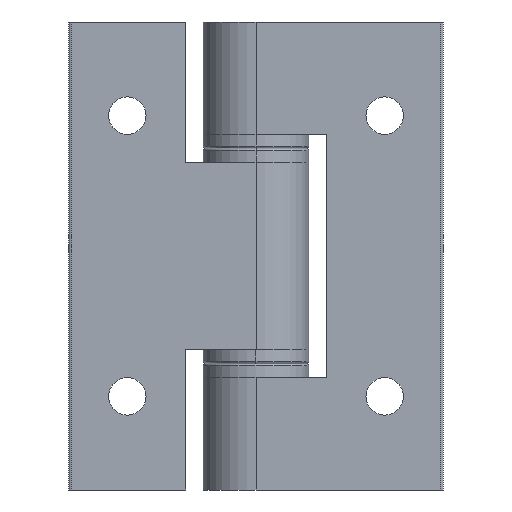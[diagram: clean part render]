
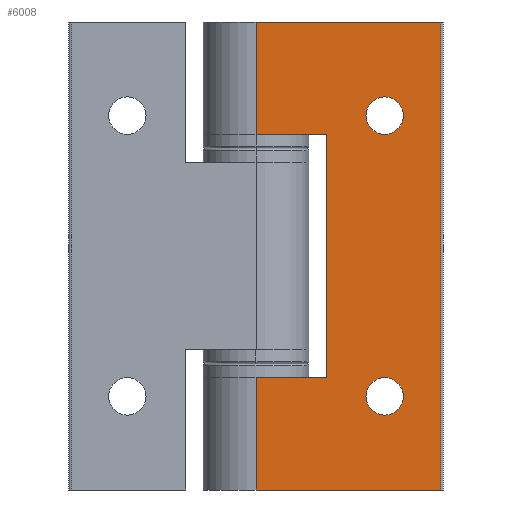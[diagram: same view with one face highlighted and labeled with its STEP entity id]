
A CAD part, front view. The second image highlights one B-rep face of the part: STEP entity #6008.
In plain terms, the highlighted planar face has unit normal (0, -1, 0).
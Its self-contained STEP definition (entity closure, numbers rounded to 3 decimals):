
#539 = LINE ( 'NONE', #6338, #800 ) ;
#800 = VECTOR ( 'NONE', #6377, 1000. ) ;
#1050 = EDGE_LOOP ( 'NONE', ( #3656, #3658 ) ) ;
#1089 = EDGE_LOOP ( 'NONE', ( #3655, #3659 ) ) ;
#1104 = EDGE_LOOP ( 'NONE', ( #3657, #3661, #3660, #3663, #3662, #3665, #3666, #3664 ) ) ;
#1215 = EDGE_CURVE ( 'NONE', #3747, #3771, #539, .T. ) ;
#1909 = AXIS2_PLACEMENT_3D ( 'NONE', #2149, #2148, #2147 ) ;
#2147 = DIRECTION ( 'NONE',  ( 0., 0., 1. ) ) ;
#2148 = DIRECTION ( 'NONE',  ( 0., 1., 0. ) ) ;
#2149 = CARTESIAN_POINT ( 'NONE',  ( 0., -4.5, 20. ) ) ;
#2150 = PLANE ( 'NONE',  #1909 ) ;
#2193 = CARTESIAN_POINT ( 'NONE',  ( 0., -4.5, 20. ) ) ;
#2312 = DIRECTION ( 'NONE',  ( 1., 0., 0. ) ) ;
#2424 = CARTESIAN_POINT ( 'NONE',  ( 0., -4.5, 20. ) ) ;
#2457 = CARTESIAN_POINT ( 'NONE',  ( 11., -4.5, -12. ) ) ;
#2508 = DIRECTION ( 'NONE',  ( 0., 0., 1. ) ) ;
#2623 = CARTESIAN_POINT ( 'NONE',  ( 11., -4.5, 12. ) ) ;
#2687 = DIRECTION ( 'NONE',  ( 0., 1., 0. ) ) ;
#2701 = DIRECTION ( 'NONE',  ( 0., 1., 0. ) ) ;
#2729 = DIRECTION ( 'NONE',  ( 0., 0., 1. ) ) ;
#2733 = DIRECTION ( 'NONE',  ( 0., 0., -1. ) ) ;
#2841 = DIRECTION ( 'NONE',  ( 1., 0., 0. ) ) ;
#2843 = CARTESIAN_POINT ( 'NONE',  ( 0., -4.5, -20. ) ) ;
#2854 = DIRECTION ( 'NONE',  ( 0., 0., 1. ) ) ;
#2856 = DIRECTION ( 'NONE',  ( 0., 1., 0. ) ) ;
#2857 = CARTESIAN_POINT ( 'NONE',  ( 11., -4.5, 12. ) ) ;
#2858 = DIRECTION ( 'NONE',  ( 0., 0., 1. ) ) ;
#2860 = DIRECTION ( 'NONE',  ( 0., 1., 0. ) ) ;
#2861 = CARTESIAN_POINT ( 'NONE',  ( 11., -4.5, -12. ) ) ;
#2862 = DIRECTION ( 'NONE',  ( -1., 0., 0. ) ) ;
#2863 = CARTESIAN_POINT ( 'NONE',  ( 0., -4.5, -10.4 ) ) ;
#2865 = DIRECTION ( 'NONE',  ( 0., 0., -1. ) ) ;
#2866 = CARTESIAN_POINT ( 'NONE',  ( 6., -4.5, 20. ) ) ;
#2867 = DIRECTION ( 'NONE',  ( 0., 0., -1. ) ) ;
#2868 = CARTESIAN_POINT ( 'NONE',  ( 15.8, -4.5, 20. ) ) ;
#2871 = DIRECTION ( 'NONE',  ( 1., 0., 0. ) ) ;
#2872 = CARTESIAN_POINT ( 'NONE',  ( 0., -4.5, 10.4 ) ) ;
#3023 = CARTESIAN_POINT ( 'NONE',  ( 15.8, -4.5, -20. ) ) ;
#3027 = CARTESIAN_POINT ( 'NONE',  ( 9.4, -4.5, -12. ) ) ;
#3044 = CARTESIAN_POINT ( 'NONE',  ( 0., -4.5, 10.4 ) ) ;
#3057 = CARTESIAN_POINT ( 'NONE',  ( 0., -4.5, 20. ) ) ;
#3144 = CARTESIAN_POINT ( 'NONE',  ( 9.4, -4.5, 12. ) ) ;
#3151 = CARTESIAN_POINT ( 'NONE',  ( 15.8, -4.5, 20. ) ) ;
#3157 = CARTESIAN_POINT ( 'NONE',  ( 12.6, -4.5, -12. ) ) ;
#3158 = CARTESIAN_POINT ( 'NONE',  ( 0., -4.5, -20. ) ) ;
#3174 = CARTESIAN_POINT ( 'NONE',  ( 12.6, -4.5, 12. ) ) ;
#3177 = CARTESIAN_POINT ( 'NONE',  ( 6., -4.5, -10.4 ) ) ;
#3185 = CARTESIAN_POINT ( 'NONE',  ( 6., -4.5, 10.4 ) ) ;
#3191 = CARTESIAN_POINT ( 'NONE',  ( 0., -4.5, -10.4 ) ) ;
#3655 = ORIENTED_EDGE ( 'NONE', *, *, #5258, .T. ) ;
#3656 = ORIENTED_EDGE ( 'NONE', *, *, #5259, .T. ) ;
#3657 = ORIENTED_EDGE ( 'NONE', *, *, #5256, .T. ) ;
#3658 = ORIENTED_EDGE ( 'NONE', *, *, #5332, .T. ) ;
#3659 = ORIENTED_EDGE ( 'NONE', *, *, #5335, .T. ) ;
#3660 = ORIENTED_EDGE ( 'NONE', *, *, #1215, .T. ) ;
#3661 = ORIENTED_EDGE ( 'NONE', *, *, #5257, .T. ) ;
#3662 = ORIENTED_EDGE ( 'NONE', *, *, #5255, .F. ) ;
#3663 = ORIENTED_EDGE ( 'NONE', *, *, #5263, .T. ) ;
#3664 = ORIENTED_EDGE ( 'NONE', *, *, #5254, .T. ) ;
#3665 = ORIENTED_EDGE ( 'NONE', *, *, #5293, .F. ) ;
#3666 = ORIENTED_EDGE ( 'NONE', *, *, #5334, .T. ) ;
#3747 = VERTEX_POINT ( 'NONE', #3191 ) ;
#3750 = VERTEX_POINT ( 'NONE', #3185 ) ;
#3757 = VERTEX_POINT ( 'NONE', #3177 ) ;
#3760 = VERTEX_POINT ( 'NONE', #3174 ) ;
#3771 = VERTEX_POINT ( 'NONE', #3158 ) ;
#3772 = VERTEX_POINT ( 'NONE', #3157 ) ;
#3777 = VERTEX_POINT ( 'NONE', #3151 ) ;
#3783 = VERTEX_POINT ( 'NONE', #3144 ) ;
#3855 = VERTEX_POINT ( 'NONE', #3057 ) ;
#3864 = VERTEX_POINT ( 'NONE', #3044 ) ;
#3875 = VERTEX_POINT ( 'NONE', #3027 ) ;
#3877 = VERTEX_POINT ( 'NONE', #3023 ) ;
#4086 = LINE ( 'NONE', #2872, #5145 ) ;
#4087 = LINE ( 'NONE', #2868, #5147 ) ;
#4088 = LINE ( 'NONE', #2866, #5148 ) ;
#4089 = LINE ( 'NONE', #2863, #5149 ) ;
#4091 = LINE ( 'NONE', #2843, #5160 ) ;
#4106 = LINE ( 'NONE', #2424, #5205 ) ;
#4154 = LINE ( 'NONE', #2193, #4703 ) ;
#4307 = FACE_BOUND ( 'NONE', #1050, .T. ) ;
#4308 = FACE_BOUND ( 'NONE', #1089, .T. ) ;
#4309 = FACE_OUTER_BOUND ( 'NONE', #1104, .T. ) ;
#4698 = CIRCLE ( 'NONE', #4699, 1.6 ) ;
#4699 = AXIS2_PLACEMENT_3D ( 'NONE', #2623, #2701, #2508 ) ;
#4700 = CIRCLE ( 'NONE', #4704, 1.6 ) ;
#4703 = VECTOR ( 'NONE', #2733, 1000. ) ;
#4704 = AXIS2_PLACEMENT_3D ( 'NONE', #2457, #2687, #2729 ) ;
#5145 = VECTOR ( 'NONE', #2871, 1000. ) ;
#5146 = CIRCLE ( 'NONE', #5150, 1.6 ) ;
#5147 = VECTOR ( 'NONE', #2867, 1000. ) ;
#5148 = VECTOR ( 'NONE', #2865, 1000. ) ;
#5149 = VECTOR ( 'NONE', #2862, 1000. ) ;
#5150 = AXIS2_PLACEMENT_3D ( 'NONE', #2861, #2860, #2858 ) ;
#5151 = CIRCLE ( 'NONE', #5152, 1.6 ) ;
#5152 = AXIS2_PLACEMENT_3D ( 'NONE', #2857, #2856, #2854 ) ;
#5160 = VECTOR ( 'NONE', #2841, 1000. ) ;
#5205 = VECTOR ( 'NONE', #2312, 1000. ) ;
#5254 = EDGE_CURVE ( 'NONE', #3864, #3750, #4086, .T. ) ;
#5255 = EDGE_CURVE ( 'NONE', #3777, #3877, #4087, .T. ) ;
#5256 = EDGE_CURVE ( 'NONE', #3750, #3757, #4088, .T. ) ;
#5257 = EDGE_CURVE ( 'NONE', #3757, #3747, #4089, .T. ) ;
#5258 = EDGE_CURVE ( 'NONE', #3875, #3772, #5146, .T. ) ;
#5259 = EDGE_CURVE ( 'NONE', #3783, #3760, #5151, .T. ) ;
#5263 = EDGE_CURVE ( 'NONE', #3771, #3877, #4091, .T. ) ;
#5293 = EDGE_CURVE ( 'NONE', #3855, #3777, #4106, .T. ) ;
#5332 = EDGE_CURVE ( 'NONE', #3760, #3783, #4698, .T. ) ;
#5334 = EDGE_CURVE ( 'NONE', #3855, #3864, #4154, .T. ) ;
#5335 = EDGE_CURVE ( 'NONE', #3772, #3875, #4700, .T. ) ;
#6008 = ADVANCED_FACE ( 'NONE', ( #4307, #4308, #4309 ), #2150, .F. ) ;
#6338 = CARTESIAN_POINT ( 'NONE',  ( 0., -4.5, 20. ) ) ;
#6377 = DIRECTION ( 'NONE',  ( 0., 0., -1. ) ) ;
